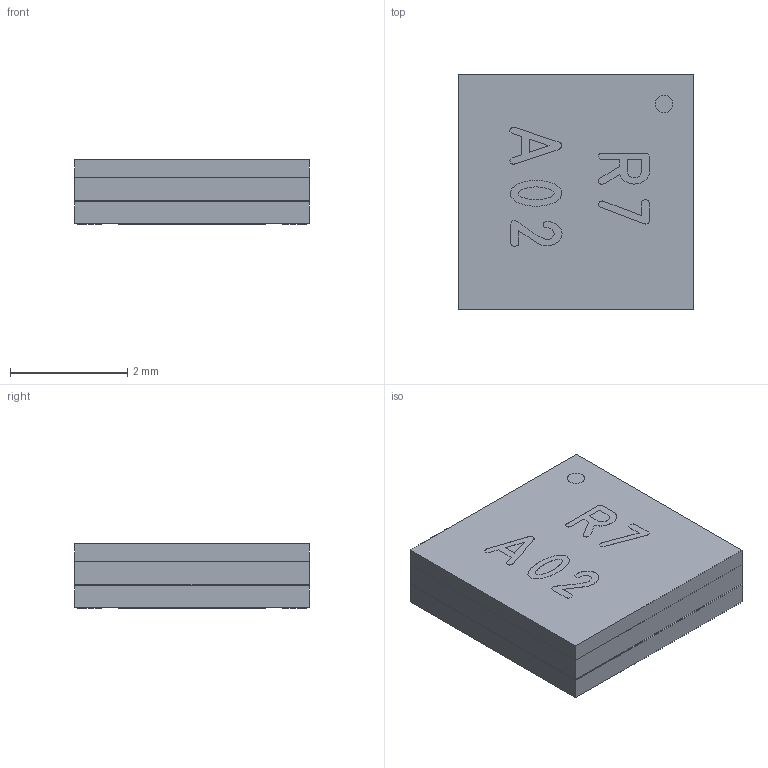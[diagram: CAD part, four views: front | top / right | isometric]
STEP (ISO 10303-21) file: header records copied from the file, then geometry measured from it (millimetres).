
FILE_DESCRIPTION(('STEP AP242'), '1');
FILE_NAME('嚷永.434816.002-03', '', ('UNSPECIFIED'), ('UNSPECIFIED'), 'ASCON STEP Converter 1.6', 'ASCON Math Kernel', '');
FILE_SCHEMA(('AP242_MANAGED_MODEL_BASED_3D_ENGINEERING_MIM_LF { 1 0 10303 442 1 1 4 }'));
Length unit declared in the file: millimetre
Assembly tree (7 placements, depth 3):
  (unnamed)
    (unnamed)
      (unnamed)
      (unnamed)
      (unnamed)
      (unnamed)
      (unnamed)
    (unnamed)
Bounding box: 4 x 4 x 1.1 mm (x, y, z)
Volume: 12.8 mm3; surface area: 147.4 mm2
Topology: 86 solids, 86 shells, 770 faces, 1767 edges, 1178 vertices
Faces by surface type: plane 554, cylinder 216
Full cylindrical faces by diameter (mm): 0.15 x90, 0.3 x1
Entity records: 28486 total; most frequent: DIRECTION 3664, CARTESIAN_POINT 3632, ORIENTED_EDGE 3352, EDGE_CURVE 1676, LINE 1244, VECTOR 1244, AXIS2_PLACEMENT_3D 1210, VERTEX_POINT 1178
